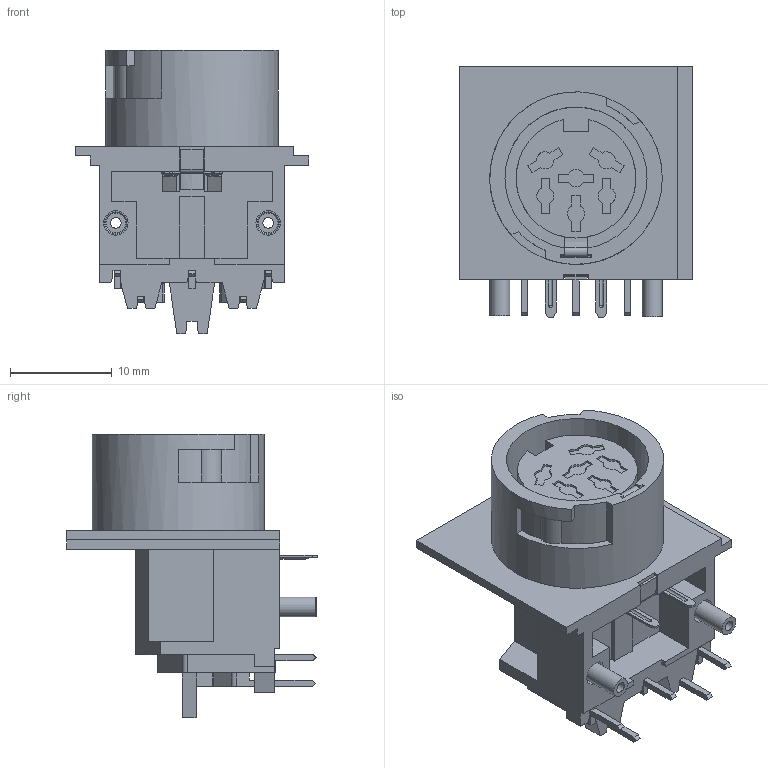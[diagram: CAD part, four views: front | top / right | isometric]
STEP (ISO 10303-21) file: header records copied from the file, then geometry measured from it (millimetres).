
FILE_DESCRIPTION(/* description */ (''),/* implementation_level */ '2;1');
FILE_NAME(/* name */ 'T_3377_600_U.stp',/* time_stamp */ '2016-01-26T09:37:10+01:00',/* author */ (''),/* organization */ (''),/* preprocessor_version */ 'ST-DEVELOPER v15',/* originating_system */ 'SIEMENS PLM Software NX 9.0',/* authorisation */ '');
FILE_SCHEMA (('CONFIG_CONTROL_DESIGN'));
Length unit declared in the file: millimetre
Products named in the file (1): c3d-t 3377 600 unxm001-01
Bounding box: 23 x 24.7 x 27.9 mm (x, y, z)
Volume: 4230.9 mm3; surface area: 4272.7 mm2
Topology: 2 solids, 2 shells, 410 faces, 1175 edges, 772 vertices
Faces by surface type: plane 328, cylinder 60, sphere 8, cone 8, torus 4, bspline 2
Full cylindrical faces by diameter (mm): 1.05 x2, 1.95 x2, 1.98 x2, 2.4 x2, 17 x1
Entity records: 13184 total; most frequent: CARTESIAN_POINT 2467, ORIENTED_EDGE 2262, DIRECTION 2096, EDGE_CURVE 1131, LINE 954, VECTOR 954, VERTEX_POINT 756, AXIS2_PLACEMENT_3D 571
